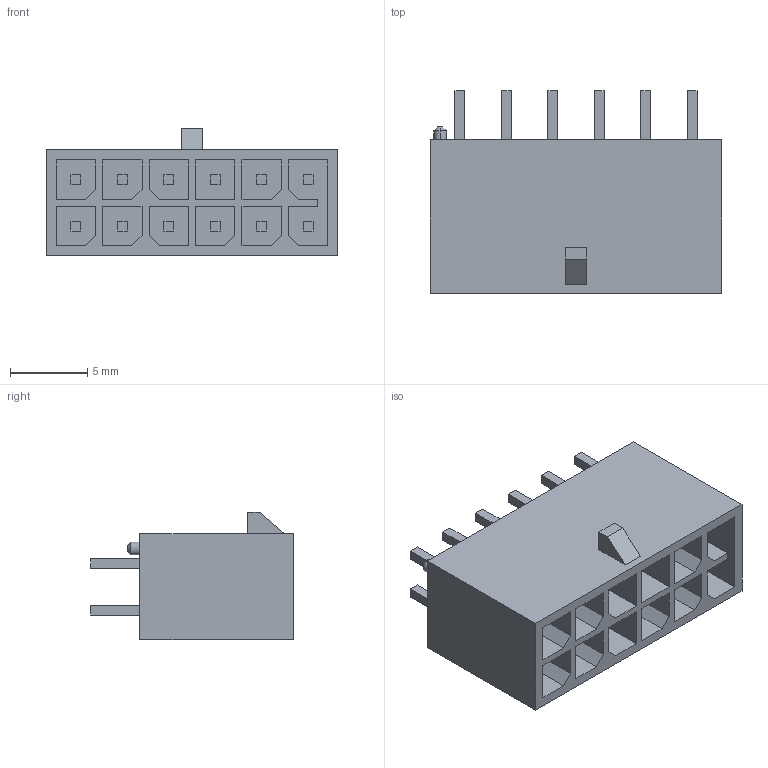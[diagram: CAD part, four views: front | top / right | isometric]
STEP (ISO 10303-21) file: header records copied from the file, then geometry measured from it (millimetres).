
FILE_DESCRIPTION(('STEP AP242'),'1');
FILE_NAME('2068321222.stp','2024-09-26T10:42:42',('TraceParts'),('TraceParts S.A.'),'Spatial InterOp 3D',' ',' ');
FILE_SCHEMA(('AP242_MANAGED_MODEL_BASED_3D_ENGINEERING_MIM_LF {1 0 10303 442 1 1 4}'));
Length unit declared in the file: millimetre
Products named in the file (1): 2068321222
Bounding box: 18.85 x 13.09 x 8.26 mm (x, y, z)
Volume: 823.6 mm3; surface area: 1778.2 mm2
Topology: 1 solids, 1 shells, 206 faces, 499 edges, 332 vertices
Faces by surface type: plane 202, cone 2, cylinder 2
Entity records: 5918 total; most frequent: CARTESIAN_POINT 1038, ORIENTED_EDGE 998, DIRECTION 919, EDGE_CURVE 499, LINE 493, VECTOR 493, VERTEX_POINT 332, EDGE_LOOP 243
